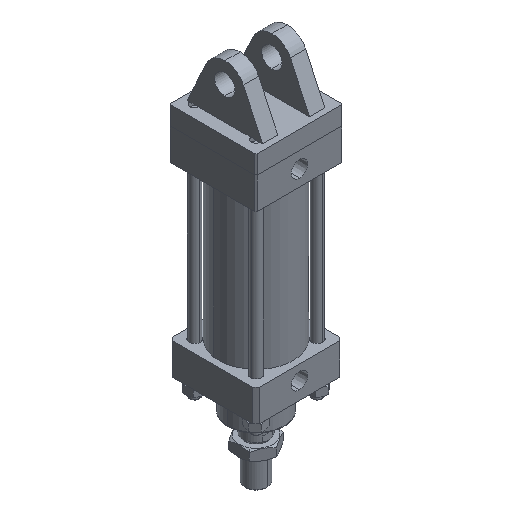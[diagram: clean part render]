
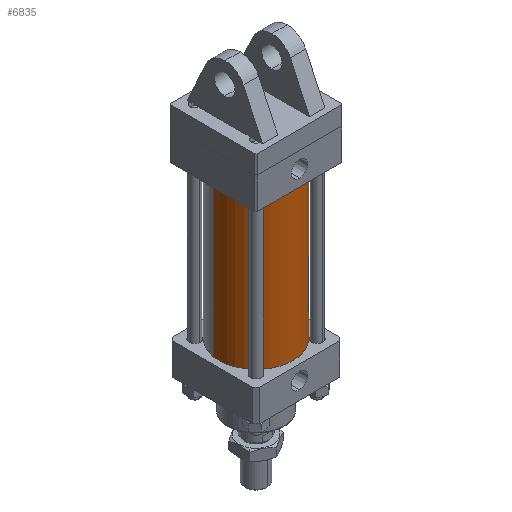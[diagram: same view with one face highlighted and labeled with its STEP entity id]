
A CAD part, isometric view. The second image highlights one B-rep face of the part: STEP entity #6835.
In plain terms, the highlighted cylindrical face has radius 36.5 mm (diameter 73 mm), a partial arc.
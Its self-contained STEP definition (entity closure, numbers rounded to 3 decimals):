
#15 = AXIS2_PLACEMENT_3D ( 'NONE', #3008, #3005, #3004 ) ;
#261 = CARTESIAN_POINT ( 'NONE',  ( 0., 0., 150. ) ) ;
#324 = DIRECTION ( 'NONE',  ( 0., 0., 1. ) ) ;
#452 = DIRECTION ( 'NONE',  ( 1., 0., 0. ) ) ;
#1014 = FACE_OUTER_BOUND ( 'NONE', #2297, .T. ) ;
#1302 = CYLINDRICAL_SURFACE ( 'NONE', #15, 36.5 ) ;
#1335 = CARTESIAN_POINT ( 'NONE',  ( -36.5, 0., 150. ) ) ;
#1507 = DIRECTION ( 'NONE',  ( 0., 0., -1. ) ) ;
#1508 = DIRECTION ( 'NONE',  ( 0., 0., -1. ) ) ;
#1510 = CARTESIAN_POINT ( 'NONE',  ( 36.5, 0., 150. ) ) ;
#2032 = CIRCLE ( 'NONE', #5491, 36.5 ) ;
#2035 = CIRCLE ( 'NONE', #5488, 36.5 ) ;
#2297 = EDGE_LOOP ( 'NONE', ( #2306, #2669, #2433, #2685 ) ) ;
#2306 = ORIENTED_EDGE ( 'NONE', *, *, #5268, .F. ) ;
#2311 = LINE ( 'NONE', #1510, #2480 ) ;
#2432 = VECTOR ( 'NONE', #1507, 1000. ) ;
#2433 = ORIENTED_EDGE ( 'NONE', *, *, #5266, .T. ) ;
#2480 = VECTOR ( 'NONE', #1508, 1000. ) ;
#2539 = LINE ( 'NONE', #1335, #2432 ) ;
#2669 = ORIENTED_EDGE ( 'NONE', *, *, #5340, .F. ) ;
#2685 = ORIENTED_EDGE ( 'NONE', *, *, #5344, .T. ) ;
#3004 = DIRECTION ( 'NONE',  ( -1., 0., 0. ) ) ;
#3005 = DIRECTION ( 'NONE',  ( 0., 0., -1. ) ) ;
#3008 = CARTESIAN_POINT ( 'NONE',  ( 0., 0., 150. ) ) ;
#3570 = DIRECTION ( 'NONE',  ( 1., 0., 0. ) ) ;
#3571 = DIRECTION ( 'NONE',  ( 0., 0., 1. ) ) ;
#3572 = CARTESIAN_POINT ( 'NONE',  ( 0., 0., 0. ) ) ;
#5266 = EDGE_CURVE ( 'NONE', #6124, #5672, #2539, .T. ) ;
#5268 = EDGE_CURVE ( 'NONE', #6126, #5670, #2311, .T. ) ;
#5340 = EDGE_CURVE ( 'NONE', #6124, #6126, #2035, .T. ) ;
#5344 = EDGE_CURVE ( 'NONE', #5672, #5670, #2032, .T. ) ;
#5488 = AXIS2_PLACEMENT_3D ( 'NONE', #261, #324, #452 ) ;
#5491 = AXIS2_PLACEMENT_3D ( 'NONE', #3572, #3571, #3570 ) ;
#5670 = VERTEX_POINT ( 'NONE', #7220 ) ;
#5672 = VERTEX_POINT ( 'NONE', #7222 ) ;
#6124 = VERTEX_POINT ( 'NONE', #6563 ) ;
#6126 = VERTEX_POINT ( 'NONE', #6565 ) ;
#6563 = CARTESIAN_POINT ( 'NONE',  ( -36.5, 0., 150. ) ) ;
#6565 = CARTESIAN_POINT ( 'NONE',  ( 36.5, 0., 150. ) ) ;
#6835 = ADVANCED_FACE ( 'NONE', ( #1014 ), #1302, .T. ) ;
#7220 = CARTESIAN_POINT ( 'NONE',  ( 36.5, 0., 0. ) ) ;
#7222 = CARTESIAN_POINT ( 'NONE',  ( -36.5, 0., 0. ) ) ;
